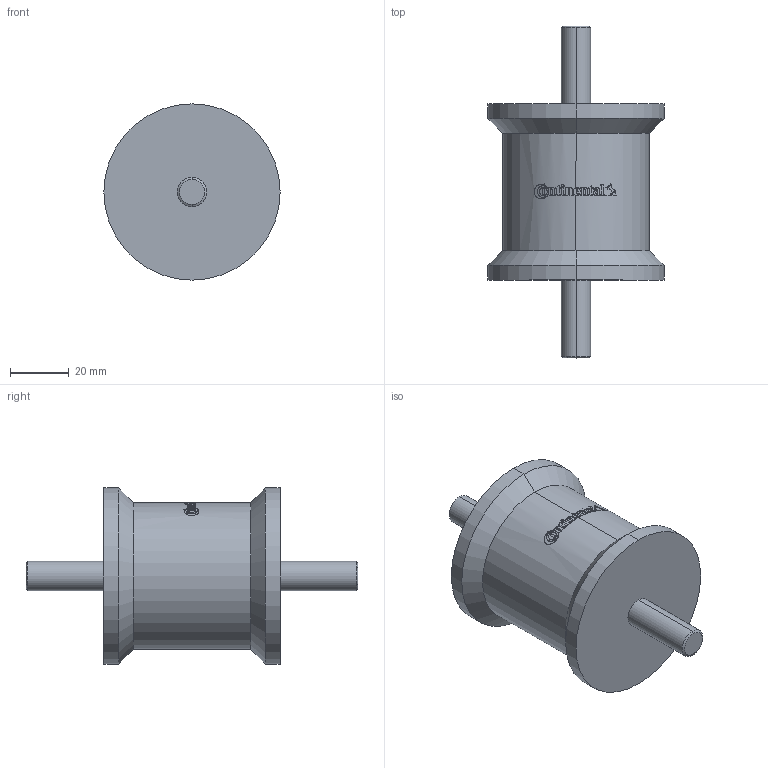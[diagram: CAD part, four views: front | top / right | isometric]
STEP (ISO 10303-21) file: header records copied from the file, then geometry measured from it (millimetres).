
FILE_DESCRIPTION (( 'STEP AP214' ), '1' );
FILE_NAME ('781150-S1_Puffer_MEGI_ContiTech.STEP', '2014-03-17T12:20:15', ( '' ), ( '' ), 'SwSTEP 2.0', 'SolidWorks 2012', '' );
FILE_SCHEMA (( 'AUTOMOTIVE_DESIGN' ));
Length unit declared in the file: millimetre
Products named in the file (1): 781150-S1_Puffer_MEGI_ContiTech
Bounding box: 60 x 113 x 60 mm (x, y, z)
Volume: 134785.6 mm3; surface area: 17930.2 mm2
Topology: 1 solids, 1 shells, 268 faces, 723 edges, 478 vertices
Faces by surface type: plane 136, bspline 94, cylinder 30, cone 8
Entity records: 10017 total; most frequent: CARTESIAN_POINT 3924, ORIENTED_EDGE 1446, DIRECTION 959, EDGE_CURVE 723, VERTEX_POINT 478, VECTOR 361, LINE 361, AXIS2_PLACEMENT_3D 299
